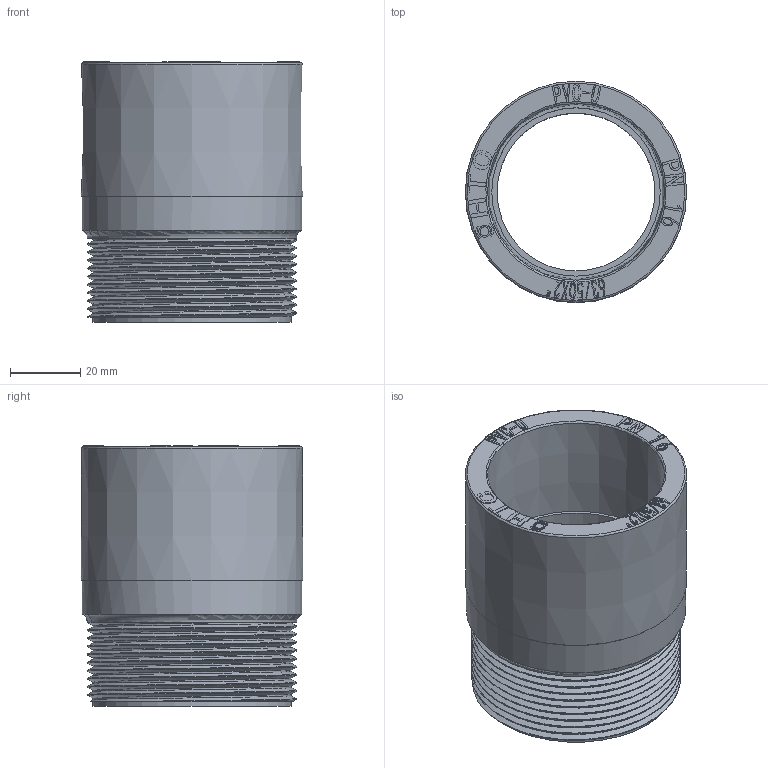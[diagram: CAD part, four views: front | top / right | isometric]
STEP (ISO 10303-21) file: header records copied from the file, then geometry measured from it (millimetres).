
FILE_DESCRIPTION(/* description */ (''),/* implementation_level */ '2;1');
FILE_NAME(/* name */ 'Z7A050063.stp',/* time_stamp */ '2025-10-14T08:22:53+08:00',/* author */ (''),/* organization */ (''),/* preprocessor_version */ 'ST-DEVELOPER v16.7',/* originating_system */ 'SIEMENS PLM Software NX 12.0',/* authorisation */ '');
FILE_SCHEMA (('AUTOMOTIVE_DESIGN { 1 0 10303 214 3 1 1 1 }'));
Length unit declared in the file: millimetre
Products named in the file (1): Admi18A8C8BF3hig
Bounding box: 63.1 x 63.1 x 74.3 mm (x, y, z)
Volume: 85856 mm3; surface area: 31416.7 mm2
Topology: 1 solids, 1 shells, 607 faces, 1717 edges, 1141 vertices
Faces by surface type: plane 495, extrusion 84, cylinder 21, torus 3, bspline 2, cone 2
Full cylindrical faces by diameter (mm): 2.515 x1, 3.353 x1, 45 x1, 48 x1, 56.656 x10, 62.6 x1
Entity records: 24590 total; most frequent: CARTESIAN_POINT 11283, ORIENTED_EDGE 3342, DIRECTION 1732, EDGE_CURVE 1671, B_SPLINE_CURVE_WITH_KNOTS 1168, VERTEX_POINT 1116, EDGE_LOOP 639, VECTOR 634
